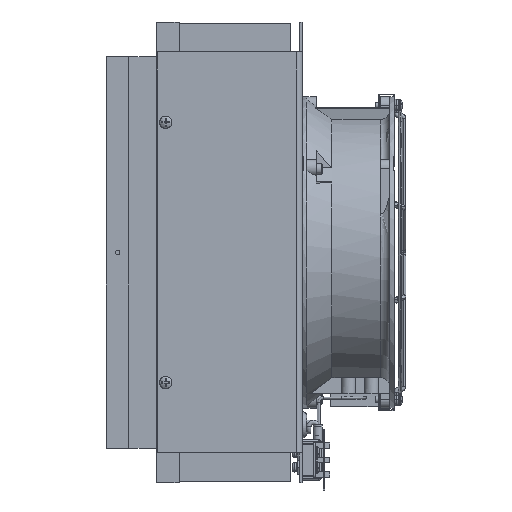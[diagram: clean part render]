
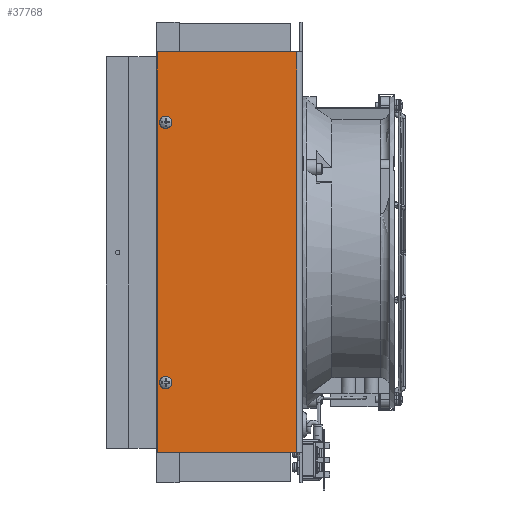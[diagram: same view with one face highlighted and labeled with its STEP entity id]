
A CAD part, left-side view. The second image highlights one B-rep face of the part: STEP entity #37768.
In plain terms, the highlighted face is planar.
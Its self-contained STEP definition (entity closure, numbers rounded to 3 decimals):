
#4644=VECTOR('',#43943,1.);
#4645=VECTOR('',#43944,1.);
#4646=VECTOR('',#43945,1.);
#4647=VECTOR('',#43946,1.);
#7949=LINE('',#52176,#4644);
#7950=LINE('',#52179,#4645);
#7951=LINE('',#52181,#4646);
#7952=LINE('',#52183,#4647);
#10452=PLANE('',#39920);
#12232=VERTEX_POINT('',#52101);
#12236=VERTEX_POINT('',#52110);
#12261=VERTEX_POINT('',#52177);
#12262=VERTEX_POINT('',#52178);
#12263=VERTEX_POINT('',#52180);
#12264=VERTEX_POINT('',#52182);
#14958=CIRCLE('',#39906,2.159);
#14962=CIRCLE('',#39911,2.159);
#17173=EDGE_CURVE('',#12232,#12232,#14958,.T.);
#17177=EDGE_CURVE('',#12236,#12236,#14962,.T.);
#17210=EDGE_CURVE('',#12261,#12262,#7949,.T.);
#17211=EDGE_CURVE('',#12263,#12261,#7950,.T.);
#17212=EDGE_CURVE('',#12264,#12263,#7951,.T.);
#17213=EDGE_CURVE('',#12262,#12264,#7952,.T.);
#24082=ORIENTED_EDGE('',*,*,#17173,.T.);
#24083=ORIENTED_EDGE('',*,*,#17177,.T.);
#24084=ORIENTED_EDGE('',*,*,#17210,.F.);
#24085=ORIENTED_EDGE('',*,*,#17211,.F.);
#24086=ORIENTED_EDGE('',*,*,#17212,.F.);
#24087=ORIENTED_EDGE('',*,*,#17213,.F.);
#32662=EDGE_LOOP('',(#24082));
#32663=EDGE_LOOP('',(#24083));
#32664=EDGE_LOOP('',(#24084,#24085,#24086,#24087));
#35338=FACE_BOUND('',#32662,.T.);
#35339=FACE_BOUND('',#32663,.T.);
#35340=FACE_BOUND('',#32664,.T.);
#37768=ADVANCED_FACE('',(#35338,#35339,#35340),#10452,.F.);
#39906=AXIS2_PLACEMENT_3D('',#52100,#43890,#43891);
#39911=AXIS2_PLACEMENT_3D('',#52109,#43900,#43901);
#39920=AXIS2_PLACEMENT_3D('',#52175,#43942,$);
#43890=DIRECTION('',(0.,1.,0.));
#43891=DIRECTION('',(0.,0.,-2.159));
#43900=DIRECTION('',(0.,1.,0.));
#43901=DIRECTION('',(0.,0.,-2.159));
#43942=DIRECTION('',(0.,1.,0.));
#43943=DIRECTION('',(-1.,0.,0.));
#43944=DIRECTION('',(0.,0.,-1.));
#43945=DIRECTION('',(1.,0.,0.));
#43946=DIRECTION('',(0.,0.,1.));
#52100=CARTESIAN_POINT('',(71.755,-87.96,75.26));
#52101=CARTESIAN_POINT('',(71.755,-87.96,73.101));
#52109=CARTESIAN_POINT('',(-71.755,-87.96,75.26));
#52110=CARTESIAN_POINT('',(-71.755,-87.96,73.101));
#52175=CARTESIAN_POINT('',(0.,-87.96,40.681));
#52176=CARTESIAN_POINT('',(0.,-87.96,3.2));
#52177=CARTESIAN_POINT('',(110.49,-87.96,3.2));
#52178=CARTESIAN_POINT('',(-110.49,-87.96,3.2));
#52179=CARTESIAN_POINT('',(110.49,-87.96,1.529));
#52180=CARTESIAN_POINT('',(110.49,-87.96,79.832));
#52181=CARTESIAN_POINT('',(110.49,-87.96,79.832));
#52182=CARTESIAN_POINT('',(-110.49,-87.96,79.832));
#52183=CARTESIAN_POINT('',(-110.49,-87.96,79.832));
